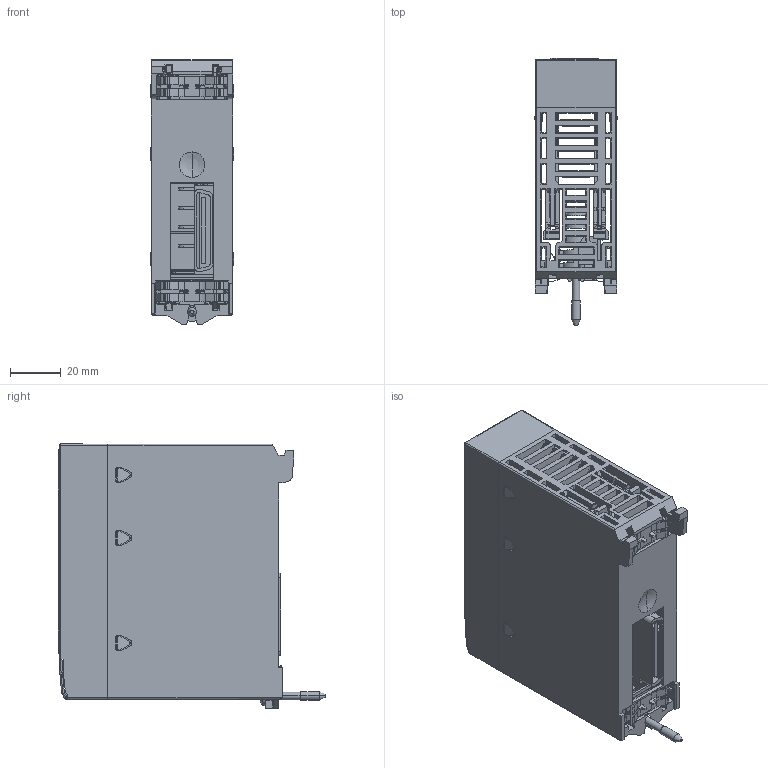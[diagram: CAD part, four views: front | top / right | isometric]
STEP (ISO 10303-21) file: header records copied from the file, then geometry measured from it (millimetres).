
FILE_DESCRIPTION((''),'2;1');
FILE_NAME('PRT0001','2008-12-15T',('Administrateur'),(''),'PRO/ENGINEER BY PARAMETRIC TECHNOLOGY CORPORATION, 2007170','PRO/ENGINEER BY PARAMETRIC TECHNOLOGY CORPORATION, 2007170','');
FILE_SCHEMA(('CONFIG_CONTROL_DESIGN'));
Length unit declared in the file: millimetre
Products named in the file (1): PRT0001
Bounding box: 32.8 x 104.9 x 103.76 mm (x, y, z)
Surface area: 83486.3 mm2 (no closed solid volume)
Topology: 0 solids, 115 shells, 1563 faces, 6687 edges, 5023 vertices
Faces by surface type: plane 1295, cylinder 238, cone 10, sphere 10, bspline 8, torus 2
Entity records: 68683 total; most frequent: CARTESIAN_POINT 15447, DIRECTION 10205, ORIENTED_EDGE 10090, EDGE_CURVE 6683, VECTOR 5633, LINE 5633, VERTEX_POINT 5023, AXIS2_PLACEMENT_3D 2286
